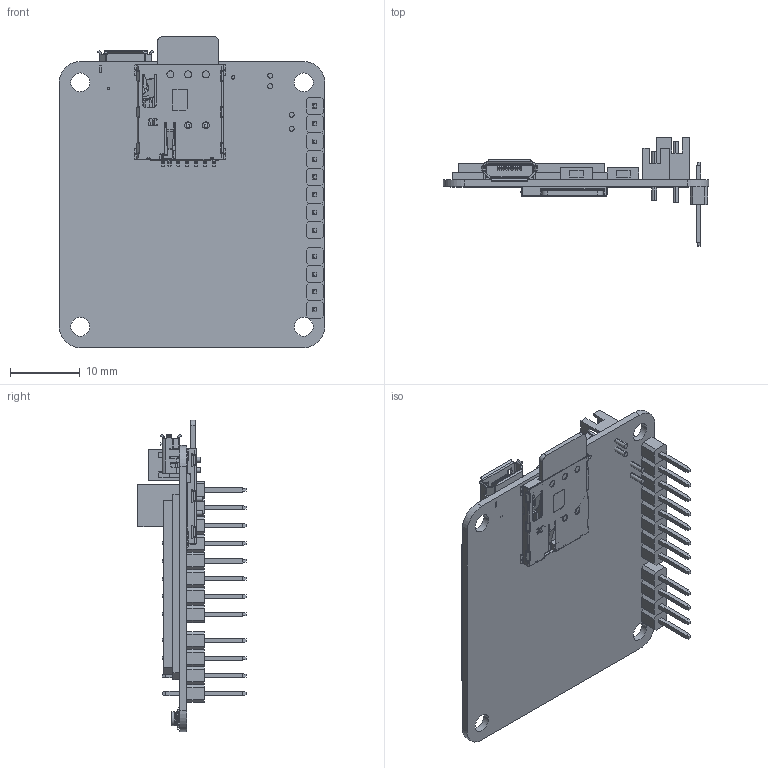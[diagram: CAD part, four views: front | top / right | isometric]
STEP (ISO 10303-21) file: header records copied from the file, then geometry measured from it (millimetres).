
FILE_DESCRIPTION((''),'2;1');
FILE_NAME('PWB-RAK5010_ASM','2020-02-06T',('lln'),(''),'PRO/ENGINEER BY PARAMETRIC TECHNOLOGY CORPORATION, 2010280','PRO/ENGINEER BY PARAMETRIC TECHNOLOGY CORPORATION, 2010280','');
FILE_SCHEMA(('CONFIG_CONTROL_DESIGN','SHAPE_APPEARANCE_LAYERS_GROUPS'));
Length unit declared in the file: millimetre
Products named in the file (10): PWB-RAK5010; 1405_SINGLE_PIN; IPEX-FEMALE; 1414C001-NSCP07-A0-0135; 1408C004; TS-1806B; WF150-2PIN; PH-2A; BG96; PWB-RAK5010_ASM
Assembly tree (22 placements, depth 2):
  PWB-RAK5010_ASM
    PWB-RAK5010
    1405_SINGLE_PIN  x12
    IPEX-FEMALE  x2
    1414C001-NSCP07-A0-0135
    1408C004
    TS-1806B  x2
    WF150-2PIN
    PH-2A
    BG96
Bounding box: 38 x 15.5 x 44.6 mm (x, y, z)
Volume: 3397.9 mm3; surface area: 7174.5 mm2
Topology: 22 solids, 22 shells, 1982 faces, 5342 edges, 3474 vertices
Faces by surface type: plane 1462, cylinder 463, bspline 22, cone 19, torus 12, sphere 4
Entity records: 60696 total; most frequent: CARTESIAN_POINT 9479, ORIENTED_EDGE 8566, DIRECTION 8499, EDGE_CURVE 4283, VECTOR 3369, LINE 3369, PRESENTATION_STYLE_ASSIGNMENT 3159, STYLED_ITEM 3123
